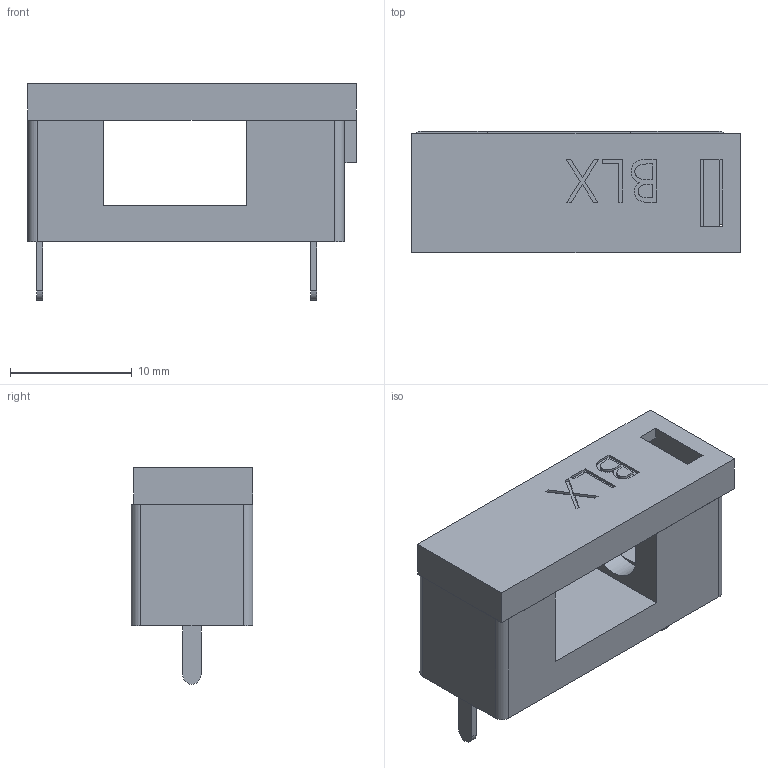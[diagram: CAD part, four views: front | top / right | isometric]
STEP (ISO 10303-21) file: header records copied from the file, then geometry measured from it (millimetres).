
FILE_DESCRIPTION(/* description */ ('STEP AP242','CAx-IF Rec.Pracs.---Representation and Presentation of Product Manufacturing Information (PMI)---4.0---2014-10-13','CAx-IF Rec.Pracs.---3D Tessellated Geometry---0.4---2014-09-14','2;1'),/* implementation_level */ '2;1');
FILE_NAME(/* name */ '648ce2a1710643320dc1c98a',/* time_stamp */ '2023-06-16T22:30:58Z',/* author */ (''),/* organization */ (''),/* preprocessor_version */ 'ST-DEVELOPER v19.4',/* originating_system */ ' ',/* authorisation */ ' ');
FILE_SCHEMA (('AP242_MANAGED_MODEL_BASED_3D_ENGINEERING_MIM_LF { 1 0 10303 442 1 1 4 }'));
Length unit declared in the file: metre
Products named in the file (2): Part 2; Part 1
Bounding box: 27 x 10 x 17.8 mm (x, y, z)
Volume: 1595.4 mm3; surface area: 2562.3 mm2
Topology: 2 solids, 2 shells, 127 faces, 346 edges, 230 vertices
Faces by surface type: plane 108, cylinder 10, bspline 9
Entity records: 5386 total; most frequent: CARTESIAN_POINT 1266, ORIENTED_EDGE 692, DIRECTION 590, EDGE_CURVE 346, LINE 306, VECTOR 306, VERTEX_POINT 230, AXIS2_PLACEMENT_3D 142
